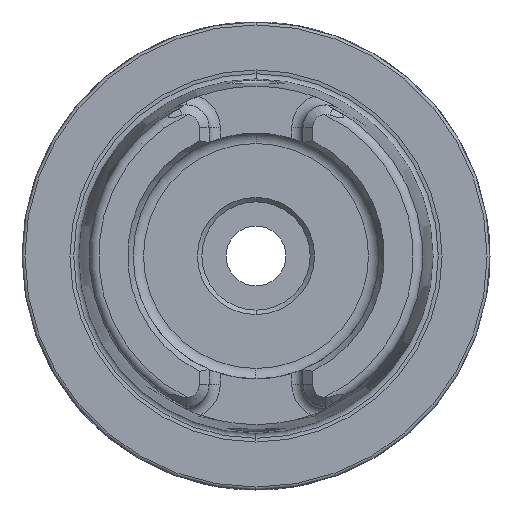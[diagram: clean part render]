
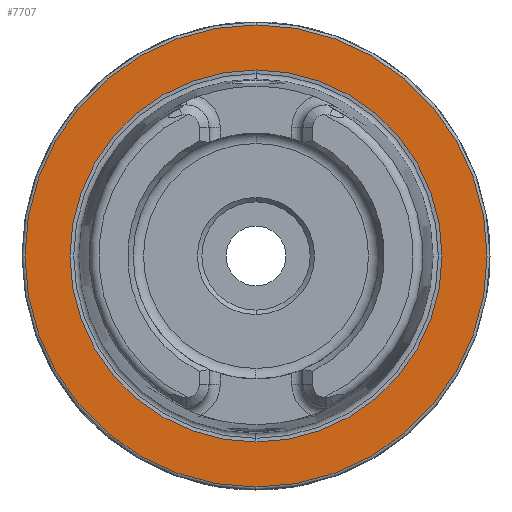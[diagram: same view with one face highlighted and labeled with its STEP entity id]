
A CAD part, left-side view. The second image highlights one B-rep face of the part: STEP entity #7707.
In plain terms, the highlighted planar face has unit normal (-1, 0, 0).
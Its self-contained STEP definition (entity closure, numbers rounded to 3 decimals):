
#447 = CARTESIAN_POINT ( 'NONE',  ( 0., 0., 0. ) ) ;
#456 = DIRECTION ( 'NONE',  ( -1., 0., 0. ) ) ;
#490 = DIRECTION ( 'NONE',  ( 0., 0., 1. ) ) ;
#534 = ORIENTED_EDGE ( 'NONE', *, *, #5267, .F. ) ;
#751 = DIRECTION ( 'NONE',  ( 0., 0., -1. ) ) ;
#821 = ORIENTED_EDGE ( 'NONE', *, *, #3434, .F. ) ;
#988 = CARTESIAN_POINT ( 'NONE',  ( 0., 39.5, 0. ) ) ;
#1051 = CARTESIAN_POINT ( 'NONE',  ( 0., 0., -39.5 ) ) ;
#1192 = DIRECTION ( 'NONE',  ( 1., 0., 0. ) ) ;
#2131 = VERTEX_POINT ( 'NONE', #1051 ) ;
#2212 = AXIS2_PLACEMENT_3D ( 'NONE', #988, #1192, #751 ) ;
#2403 = ORIENTED_EDGE ( 'NONE', *, *, #5649, .T. ) ;
#2484 = PLANE ( 'NONE',  #2212 ) ;
#2622 = CIRCLE ( 'NONE', #2729, 31.804 ) ;
#2718 = FACE_OUTER_BOUND ( 'NONE', #3814, .T. ) ;
#2720 = ORIENTED_EDGE ( 'NONE', *, *, #7021, .T. ) ;
#2729 = AXIS2_PLACEMENT_3D ( 'NONE', #447, #456, #490 ) ;
#2874 = FACE_BOUND ( 'NONE', #3611, .T. ) ;
#2885 = CARTESIAN_POINT ( 'NONE',  ( 0., 0., -31.804 ) ) ;
#3031 = VERTEX_POINT ( 'NONE', #2885 ) ;
#3188 = DIRECTION ( 'NONE',  ( 0., 0., 1. ) ) ;
#3251 = DIRECTION ( 'NONE',  ( -1., 0., 0. ) ) ;
#3271 = CARTESIAN_POINT ( 'NONE',  ( 0., 0., 0. ) ) ;
#3434 = EDGE_CURVE ( 'NONE', #7062, #3031, #2622, .T. ) ;
#3611 = EDGE_LOOP ( 'NONE', ( #821, #534 ) ) ;
#3814 = EDGE_LOOP ( 'NONE', ( #2403, #2720 ) ) ;
#4460 = CIRCLE ( 'NONE', #4858, 39.5 ) ;
#4484 = DIRECTION ( 'NONE',  ( 0., 0., 1. ) ) ;
#4492 = DIRECTION ( 'NONE',  ( -1., 0., 0. ) ) ;
#4562 = CARTESIAN_POINT ( 'NONE',  ( 0., 0., 0. ) ) ;
#4686 = AXIS2_PLACEMENT_3D ( 'NONE', #3271, #3251, #3188 ) ;
#4858 = AXIS2_PLACEMENT_3D ( 'NONE', #7576, #7552, #7531 ) ;
#5267 = EDGE_CURVE ( 'NONE', #3031, #7062, #7863, .T. ) ;
#5471 = VERTEX_POINT ( 'NONE', #7023 ) ;
#5649 = EDGE_CURVE ( 'NONE', #5471, #2131, #7362, .T. ) ;
#6026 = AXIS2_PLACEMENT_3D ( 'NONE', #4562, #4492, #4484 ) ;
#7021 = EDGE_CURVE ( 'NONE', #2131, #5471, #4460, .T. ) ;
#7023 = CARTESIAN_POINT ( 'NONE',  ( 0., 0., 39.5 ) ) ;
#7062 = VERTEX_POINT ( 'NONE', #7366 ) ;
#7362 = CIRCLE ( 'NONE', #4686, 39.5 ) ;
#7366 = CARTESIAN_POINT ( 'NONE',  ( 0., 0., 31.804 ) ) ;
#7531 = DIRECTION ( 'NONE',  ( 0., 0., 1. ) ) ;
#7552 = DIRECTION ( 'NONE',  ( -1., 0., 0. ) ) ;
#7576 = CARTESIAN_POINT ( 'NONE',  ( 0., 0., 0. ) ) ;
#7707 = ADVANCED_FACE ( 'NONE', ( #2874, #2718 ), #2484, .F. ) ;
#7863 = CIRCLE ( 'NONE', #6026, 31.804 ) ;
